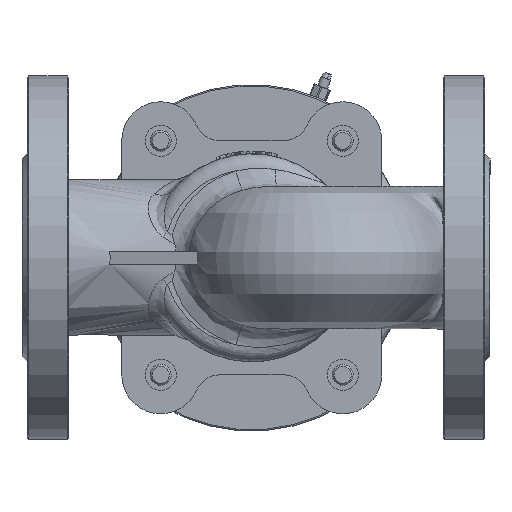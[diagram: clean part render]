
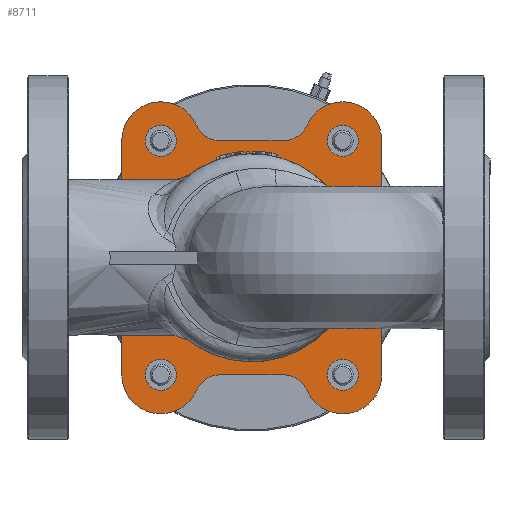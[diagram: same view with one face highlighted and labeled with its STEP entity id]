
A CAD part, front view. The second image highlights one B-rep face of the part: STEP entity #8711.
In plain terms, the highlighted planar face has unit normal (0, -1, 0).
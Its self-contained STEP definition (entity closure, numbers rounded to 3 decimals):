
#379=B_SPLINE_CURVE_WITH_KNOTS('',3,(#19575,#19576,#19577,#19578,#19579,
#19580,#19581,#19582,#19583,#19584,#19585,#19586,#19587,#19588,#19589,#19590,
#19591,#19592,#19593,#19594),.UNSPECIFIED.,.F.,.F.,(4,2,2,2,2,2,2,2,2,4),
(0.,0.614,1.021,1.181,1.287,
1.389,1.528,1.806,2.185,2.597),
 .UNSPECIFIED.);
#678=LINE('',#16525,#1153);
#691=LINE('',#16571,#1166);
#785=LINE('',#19678,#1260);
#786=LINE('',#19681,#1261);
#1153=VECTOR('',#11556,10.);
#1166=VECTOR('',#11601,10.);
#1260=VECTOR('',#11911,10.);
#1261=VECTOR('',#11914,10.);
#1584=FACE_BOUND('',#2747,.T.);
#1585=FACE_BOUND('',#2748,.T.);
#1586=FACE_BOUND('',#2749,.T.);
#1587=FACE_BOUND('',#2750,.T.);
#1588=FACE_BOUND('',#2751,.T.);
#1751=PLANE('',#9706);
#2180=FACE_OUTER_BOUND('',#2746,.T.);
#2746=EDGE_LOOP('',(#7317,#7318,#7319,#7320,#7321,#7322,#7323,#7324,#7325,
#7326,#7327,#7328));
#2747=EDGE_LOOP('',(#7329));
#2748=EDGE_LOOP('',(#7330));
#2749=EDGE_LOOP('',(#7331));
#2750=EDGE_LOOP('',(#7332));
#2751=EDGE_LOOP('',(#7333,#7334));
#3264=CIRCLE('',#9581,10.);
#3266=CIRCLE('',#9585,10.);
#3268=CIRCLE('',#9588,15.);
#3270=CIRCLE('',#9591,10.);
#3272=CIRCLE('',#9594,15.);
#3274=CIRCLE('',#9597,10.);
#3313=CIRCLE('',#9688,40.);
#3326=CIRCLE('',#9707,15.);
#3327=CIRCLE('',#9708,15.);
#3328=CIRCLE('',#9709,6.);
#3329=CIRCLE('',#9710,6.);
#3330=CIRCLE('',#9711,6.);
#3331=CIRCLE('',#9712,6.);
#3876=VERTEX_POINT('',#16515);
#3877=VERTEX_POINT('',#16516);
#3880=VERTEX_POINT('',#16524);
#3883=VERTEX_POINT('',#16532);
#3885=VERTEX_POINT('',#16538);
#3887=VERTEX_POINT('',#16544);
#3888=VERTEX_POINT('',#16545);
#3891=VERTEX_POINT('',#16553);
#3893=VERTEX_POINT('',#16559);
#3894=VERTEX_POINT('',#16560);
#4021=VERTEX_POINT('',#17742);
#4022=VERTEX_POINT('',#17754);
#4055=VERTEX_POINT('',#19676);
#4056=VERTEX_POINT('',#19679);
#4057=VERTEX_POINT('',#19682);
#4058=VERTEX_POINT('',#19684);
#4059=VERTEX_POINT('',#19686);
#4060=VERTEX_POINT('',#19688);
#4912=EDGE_CURVE('',#3876,#3877,#3264,.T.);
#4916=EDGE_CURVE('',#3877,#3880,#678,.T.);
#4920=EDGE_CURVE('',#3880,#3883,#3266,.T.);
#4923=EDGE_CURVE('',#3883,#3885,#3268,.T.);
#4926=EDGE_CURVE('',#3887,#3888,#3270,.T.);
#4930=EDGE_CURVE('',#3888,#3891,#3272,.T.);
#4933=EDGE_CURVE('',#3893,#3894,#3274,.T.);
#4939=EDGE_CURVE('',#3894,#3887,#691,.T.);
#5123=EDGE_CURVE('',#4022,#4021,#3313,.T.);
#5171=EDGE_CURVE('',#4021,#4022,#379,.T.);
#5177=EDGE_CURVE('',#4055,#3876,#3326,.T.);
#5178=EDGE_CURVE('',#3891,#4055,#785,.T.);
#5179=EDGE_CURVE('',#4056,#3893,#3327,.T.);
#5180=EDGE_CURVE('',#3885,#4056,#786,.T.);
#5181=EDGE_CURVE('',#4057,#4057,#3328,.T.);
#5182=EDGE_CURVE('',#4058,#4058,#3329,.T.);
#5183=EDGE_CURVE('',#4059,#4059,#3330,.T.);
#5184=EDGE_CURVE('',#4060,#4060,#3331,.T.);
#7317=ORIENTED_EDGE('',*,*,#4920,.F.);
#7318=ORIENTED_EDGE('',*,*,#4916,.F.);
#7319=ORIENTED_EDGE('',*,*,#4912,.F.);
#7320=ORIENTED_EDGE('',*,*,#5177,.F.);
#7321=ORIENTED_EDGE('',*,*,#5178,.F.);
#7322=ORIENTED_EDGE('',*,*,#4930,.F.);
#7323=ORIENTED_EDGE('',*,*,#4926,.F.);
#7324=ORIENTED_EDGE('',*,*,#4939,.F.);
#7325=ORIENTED_EDGE('',*,*,#4933,.F.);
#7326=ORIENTED_EDGE('',*,*,#5179,.F.);
#7327=ORIENTED_EDGE('',*,*,#5180,.F.);
#7328=ORIENTED_EDGE('',*,*,#4923,.F.);
#7329=ORIENTED_EDGE('',*,*,#5181,.F.);
#7330=ORIENTED_EDGE('',*,*,#5182,.F.);
#7331=ORIENTED_EDGE('',*,*,#5183,.F.);
#7332=ORIENTED_EDGE('',*,*,#5184,.F.);
#7333=ORIENTED_EDGE('',*,*,#5171,.T.);
#7334=ORIENTED_EDGE('',*,*,#5123,.T.);
#8711=ADVANCED_FACE('',(#2180,#1584,#1585,#1586,#1587,#1588),#1751,.F.);
#9581=AXIS2_PLACEMENT_3D('',#16517,#11548,#11549);
#9585=AXIS2_PLACEMENT_3D('',#16533,#11562,#11563);
#9588=AXIS2_PLACEMENT_3D('',#16539,#11569,#11570);
#9591=AXIS2_PLACEMENT_3D('',#16546,#11576,#11577);
#9594=AXIS2_PLACEMENT_3D('',#16554,#11584,#11585);
#9597=AXIS2_PLACEMENT_3D('',#16561,#11591,#11592);
#9688=AXIS2_PLACEMENT_3D('',#17755,#11868,#11869);
#9706=AXIS2_PLACEMENT_3D('',#19675,#11907,#11908);
#9707=AXIS2_PLACEMENT_3D('',#19677,#11909,#11910);
#9708=AXIS2_PLACEMENT_3D('',#19680,#11912,#11913);
#9709=AXIS2_PLACEMENT_3D('',#19683,#11915,#11916);
#9710=AXIS2_PLACEMENT_3D('',#19685,#11917,#11918);
#9711=AXIS2_PLACEMENT_3D('',#19687,#11919,#11920);
#9712=AXIS2_PLACEMENT_3D('',#19689,#11921,#11922);
#11548=DIRECTION('center_axis',(0.,-1.,0.));
#11549=DIRECTION('ref_axis',(-0.548,0.,-0.837));
#11556=DIRECTION('',(1.,0.,0.));
#11562=DIRECTION('center_axis',(0.,-1.,0.));
#11563=DIRECTION('ref_axis',(0.548,0.,-0.837));
#11569=DIRECTION('center_axis',(0.,1.,0.));
#11570=DIRECTION('ref_axis',(1.,0.,0.));
#11576=DIRECTION('center_axis',(0.,-1.,0.));
#11577=DIRECTION('ref_axis',(-0.548,0.,0.837));
#11584=DIRECTION('center_axis',(0.,1.,0.));
#11585=DIRECTION('ref_axis',(1.,0.,0.));
#11591=DIRECTION('center_axis',(0.,-1.,0.));
#11592=DIRECTION('ref_axis',(0.548,0.,0.837));
#11601=DIRECTION('',(-1.,0.,0.));
#11868=DIRECTION('center_axis',(0.,1.,0.));
#11869=DIRECTION('ref_axis',(0.,0.,1.));
#11907=DIRECTION('center_axis',(0.,1.,0.));
#11908=DIRECTION('ref_axis',(0.,0.,1.));
#11909=DIRECTION('center_axis',(0.,1.,0.));
#11910=DIRECTION('ref_axis',(1.,0.,0.));
#11911=DIRECTION('',(0.,0.,1.));
#11912=DIRECTION('center_axis',(0.,1.,0.));
#11913=DIRECTION('ref_axis',(1.,0.,0.));
#11914=DIRECTION('',(0.,0.,-1.));
#11915=DIRECTION('center_axis',(0.,-1.,0.));
#11916=DIRECTION('ref_axis',(-1.,0.,0.));
#11917=DIRECTION('center_axis',(0.,-1.,0.));
#11918=DIRECTION('ref_axis',(-1.,0.,0.));
#11919=DIRECTION('center_axis',(0.,-1.,0.));
#11920=DIRECTION('ref_axis',(-1.,0.,0.));
#11921=DIRECTION('center_axis',(0.,-1.,0.));
#11922=DIRECTION('ref_axis',(-1.,0.,0.));
#16515=CARTESIAN_POINT('',(67.114,40.,51.));
#16516=CARTESIAN_POINT('',(76.279,40.,45.));
#16517=CARTESIAN_POINT('Origin',(76.279,40.,55.));
#16524=CARTESIAN_POINT('',(100.453,40.,45.));
#16525=CARTESIAN_POINT('',(38.366,40.,45.));
#16532=CARTESIAN_POINT('',(109.618,40.,51.));
#16533=CARTESIAN_POINT('Origin',(100.453,40.,55.));
#16538=CARTESIAN_POINT('',(138.366,40.,45.));
#16539=CARTESIAN_POINT('Origin',(123.366,40.,45.));
#16544=CARTESIAN_POINT('',(76.279,40.,-45.));
#16545=CARTESIAN_POINT('',(67.114,40.,-51.));
#16546=CARTESIAN_POINT('Origin',(76.279,40.,-55.));
#16553=CARTESIAN_POINT('',(38.366,40.,-45.));
#16554=CARTESIAN_POINT('Origin',(53.366,40.,-45.));
#16559=CARTESIAN_POINT('',(109.618,40.,-51.));
#16560=CARTESIAN_POINT('',(100.453,40.,-45.));
#16561=CARTESIAN_POINT('Origin',(100.453,40.,-55.));
#16571=CARTESIAN_POINT('',(138.366,40.,-45.));
#17742=CARTESIAN_POINT('',(50.359,40.,-12.47));
#17754=CARTESIAN_POINT('',(50.359,40.,12.47));
#17755=CARTESIAN_POINT('Origin',(88.366,40.,0.));
#19575=CARTESIAN_POINT('Ctrl Pts',(50.359,40.,-12.47));
#19576=CARTESIAN_POINT('Ctrl Pts',(49.721,40.,-10.526));
#19577=CARTESIAN_POINT('Ctrl Pts',(49.146,40.,-8.649));
#19578=CARTESIAN_POINT('Ctrl Pts',(48.416,40.,-5.374));
#19579=CARTESIAN_POINT('Ctrl Pts',(48.195,40.,-4.068));
#19580=CARTESIAN_POINT('Ctrl Pts',(48.013,40.,-2.213));
#19581=CARTESIAN_POINT('Ctrl Pts',(47.976,40.,-1.69));
#19582=CARTESIAN_POINT('Ctrl Pts',(47.939,40.,-0.816));
#19583=CARTESIAN_POINT('Ctrl Pts',(47.931,40.,-0.468));
#19584=CARTESIAN_POINT('Ctrl Pts',(47.928,40.,0.217));
#19585=CARTESIAN_POINT('Ctrl Pts',(47.933,40.,0.551));
#19586=CARTESIAN_POINT('Ctrl Pts',(47.958,40.,1.343));
#19587=CARTESIAN_POINT('Ctrl Pts',(47.984,40.,1.798));
#19588=CARTESIAN_POINT('Ctrl Pts',(48.095,40.,3.161));
#19589=CARTESIAN_POINT('Ctrl Pts',(48.211,40.,4.059));
#19590=CARTESIAN_POINT('Ctrl Pts',(48.577,40.,6.184));
#19591=CARTESIAN_POINT('Ctrl Pts',(48.855,40.,7.389));
#19592=CARTESIAN_POINT('Ctrl Pts',(49.534,40.,9.899));
#19593=CARTESIAN_POINT('Ctrl Pts',(49.934,40.,11.175));
#19594=CARTESIAN_POINT('Ctrl Pts',(50.359,40.,12.47));
#19675=CARTESIAN_POINT('Origin',(88.366,40.,0.));
#19676=CARTESIAN_POINT('',(38.366,40.,45.));
#19677=CARTESIAN_POINT('Origin',(53.366,40.,45.));
#19678=CARTESIAN_POINT('',(38.366,40.,-45.));
#19679=CARTESIAN_POINT('',(138.366,40.,-45.));
#19680=CARTESIAN_POINT('Origin',(123.366,40.,-45.));
#19681=CARTESIAN_POINT('',(138.366,40.,45.));
#19682=CARTESIAN_POINT('',(129.366,40.,-45.));
#19683=CARTESIAN_POINT('Origin',(123.366,40.,-45.));
#19684=CARTESIAN_POINT('',(59.366,40.,-45.));
#19685=CARTESIAN_POINT('Origin',(53.366,40.,-45.));
#19686=CARTESIAN_POINT('',(129.366,40.,45.));
#19687=CARTESIAN_POINT('Origin',(123.366,40.,45.));
#19688=CARTESIAN_POINT('',(59.366,40.,45.));
#19689=CARTESIAN_POINT('Origin',(53.366,40.,45.));
